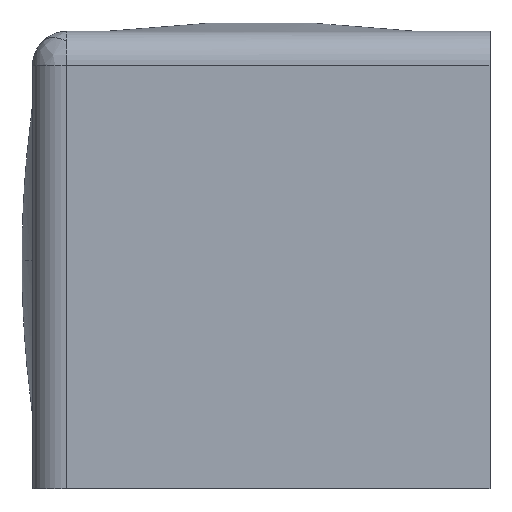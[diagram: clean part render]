
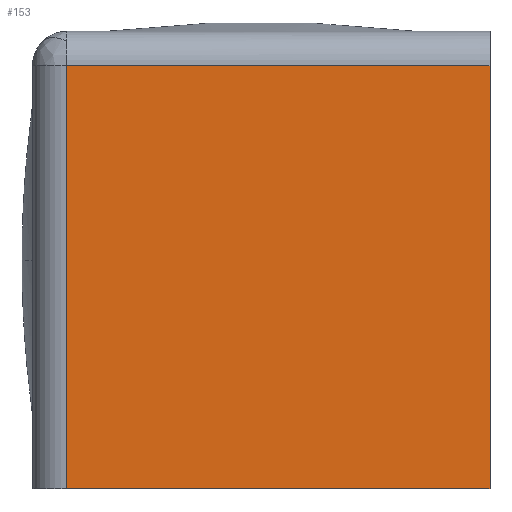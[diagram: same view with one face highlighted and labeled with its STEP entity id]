
A CAD part, front view. The second image highlights one B-rep face of the part: STEP entity #153.
In plain terms, the highlighted planar face has unit normal (0, -1, 0).
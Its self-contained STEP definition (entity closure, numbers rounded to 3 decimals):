
#1 = CARTESIAN_POINT ( 'NONE',  ( 0., -20., 22.5 ) ) ;
#21 = VECTOR ( 'NONE', #705, 1000. ) ;
#55 = EDGE_CURVE ( 'NONE', #594, #362, #581, .T. ) ;
#74 = CARTESIAN_POINT ( 'NONE',  ( -17., -20., 22.5 ) ) ;
#81 = DIRECTION ( 'NONE',  ( 0., 0., 1. ) ) ;
#132 = CARTESIAN_POINT ( 'NONE',  ( -17., -20., 2.5 ) ) ;
#144 = CARTESIAN_POINT ( 'NONE',  ( 0., -20., 39.5 ) ) ;
#153 = ADVANCED_FACE ( 'NONE', ( #548 ), #631, .F. ) ;
#174 = ORIENTED_EDGE ( 'NONE', *, *, #175, .T. ) ;
#175 = EDGE_CURVE ( 'NONE', #550, #262, #668, .T. ) ;
#200 = VECTOR ( 'NONE', #603, 1000. ) ;
#252 = CARTESIAN_POINT ( 'NONE',  ( 0., -20., 2.5 ) ) ;
#260 = CARTESIAN_POINT ( 'NONE',  ( -17., -20., 39.5 ) ) ;
#262 = VERTEX_POINT ( 'NONE', #341 ) ;
#341 = CARTESIAN_POINT ( 'NONE',  ( 20., -20., 2.5 ) ) ;
#362 = VERTEX_POINT ( 'NONE', #625 ) ;
#365 = DIRECTION ( 'NONE',  ( 0., 0., 1. ) ) ;
#379 = DIRECTION ( 'NONE',  ( 0., 0., 1. ) ) ;
#389 = ORIENTED_EDGE ( 'NONE', *, *, #783, .F. ) ;
#457 = LINE ( 'NONE', #74, #802 ) ;
#484 = EDGE_LOOP ( 'NONE', ( #389, #174, #523, #662 ) ) ;
#500 = EDGE_CURVE ( 'NONE', #262, #362, #690, .T. ) ;
#511 = CARTESIAN_POINT ( 'NONE',  ( 20., -20., 22.5 ) ) ;
#523 = ORIENTED_EDGE ( 'NONE', *, *, #500, .T. ) ;
#548 = FACE_OUTER_BOUND ( 'NONE', #484, .T. ) ;
#549 = VECTOR ( 'NONE', #379, 1000. ) ;
#550 = VERTEX_POINT ( 'NONE', #132 ) ;
#581 = LINE ( 'NONE', #144, #200 ) ;
#594 = VERTEX_POINT ( 'NONE', #260 ) ;
#599 = AXIS2_PLACEMENT_3D ( 'NONE', #1, #757, #365 ) ;
#603 = DIRECTION ( 'NONE',  ( 1., 0., 0. ) ) ;
#625 = CARTESIAN_POINT ( 'NONE',  ( 20., -20., 39.5 ) ) ;
#631 = PLANE ( 'NONE',  #599 ) ;
#662 = ORIENTED_EDGE ( 'NONE', *, *, #55, .F. ) ;
#668 = LINE ( 'NONE', #252, #21 ) ;
#690 = LINE ( 'NONE', #511, #549 ) ;
#705 = DIRECTION ( 'NONE',  ( 1., 0., 0. ) ) ;
#757 = DIRECTION ( 'NONE',  ( 0., 1., 0. ) ) ;
#783 = EDGE_CURVE ( 'NONE', #550, #594, #457, .T. ) ;
#802 = VECTOR ( 'NONE', #81, 1000. ) ;
